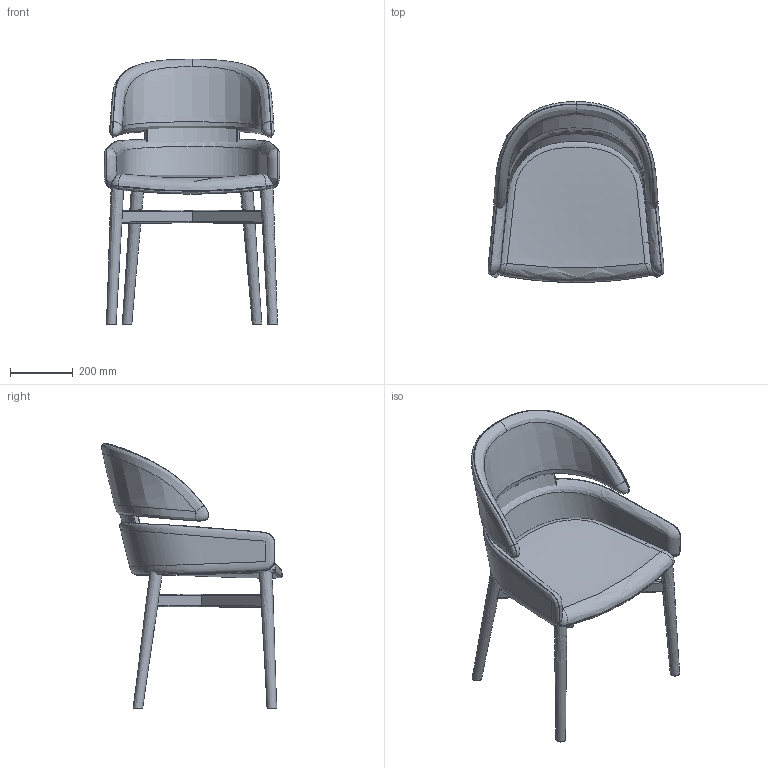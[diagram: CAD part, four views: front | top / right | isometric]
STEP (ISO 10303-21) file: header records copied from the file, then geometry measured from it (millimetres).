
FILE_DESCRIPTION(/* description */ (''),/* implementation_level */ '2;1');
FILE_NAME(/* name */ '3D_LLO~1',/* time_stamp */ '2018-05-29T18:16:09+02:00',/* author */ (''),/* organization */ (''),/* preprocessor_version */ 'ST-DEVELOPER v16.5',/* originating_system */ '',/* authorisation */ '');
FILE_SCHEMA (('CONFIG_CONTROL_DESIGN'));
Length unit declared in the file: millimetre
Products named in the file (1): Document
Bounding box: 559.56 x 574.22 x 844.5 mm (x, y, z)
Volume: 22666848.3 mm3; surface area: 1575473.7 mm2
Topology: 4 solids, 5 shells, 116 faces, 273 edges, 159 vertices
Faces by surface type: bspline 108, plane 8
Entity records: 107726 total; most frequent: CARTESIAN_POINT 106150, ORIENTED_EDGE 522, EDGE_CURVE 267, VERTEX_POINT 159, EDGE_LOOP 118, ADVANCED_FACE 116, FACE_OUTER_BOUND 116, B_SPLINE_CURVE_WITH_KNOTS 104
